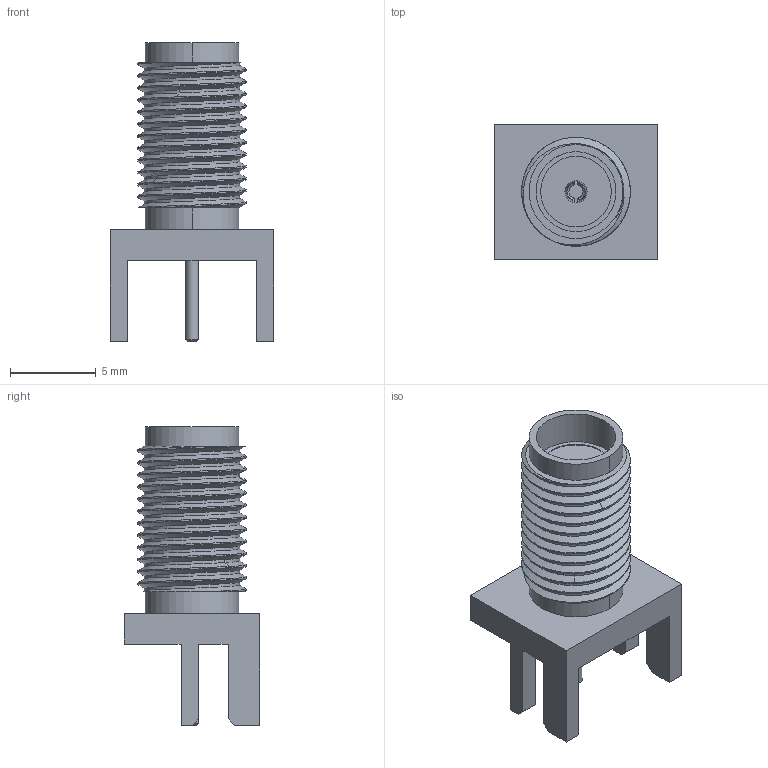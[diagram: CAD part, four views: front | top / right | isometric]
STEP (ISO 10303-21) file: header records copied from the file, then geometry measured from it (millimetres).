
FILE_DESCRIPTION((''),'2;1');
FILE_NAME('MOLEX_SD-73251-129','2016-11-03T',('s4237722'),(''),'CREO PARAMETRIC BY PTC INC, 2015080','CREO PARAMETRIC BY PTC INC, 2015080','');
FILE_SCHEMA(('AUTOMOTIVE_DESIGN { 1 0 10303 214 1 1 1 1 }'));
Length unit declared in the file: millimetre
Products named in the file (1): MOLEX_SD-73251-129
Bounding box: 9.53 x 7.92 x 17.45 mm (x, y, z)
Volume: 418.3 mm3; surface area: 677.2 mm2
Topology: 1 solids, 1 shells, 93 faces, 238 edges, 156 vertices
Faces by surface type: plane 37, cylinder 36, bspline 16, cone 4
Entity records: 8025 total; most frequent: CARTESIAN_POINT 5128, ORIENTED_EDGE 476, DIRECTION 350, PRESENTATION_STYLE_ASSIGNMENT 240, STYLED_ITEM 239, CURVE_STYLE 238, EDGE_CURVE 238, VERTEX_POINT 156
